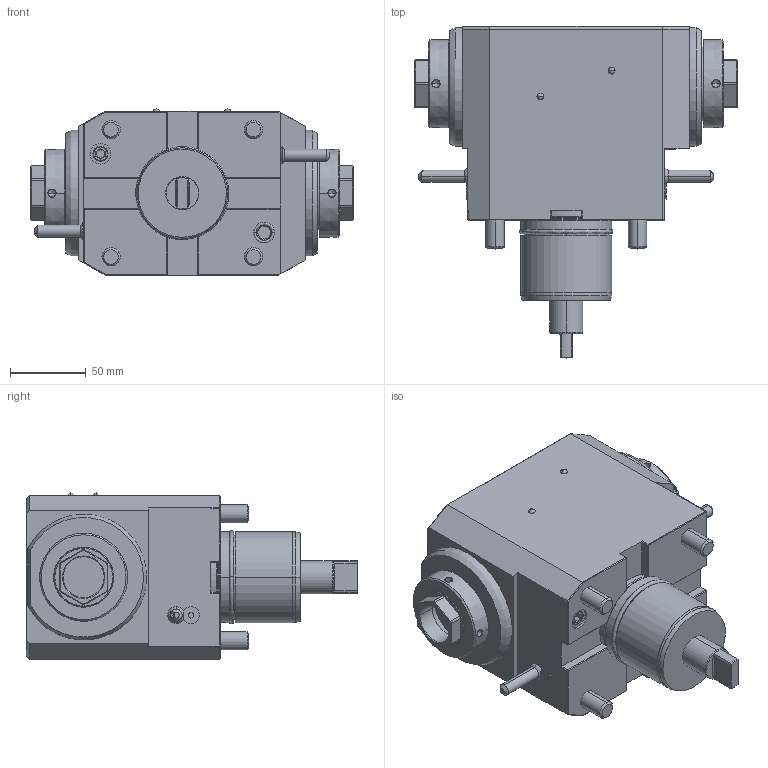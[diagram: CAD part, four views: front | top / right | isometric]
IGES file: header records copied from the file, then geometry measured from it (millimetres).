
Start section:  PTC IGES file: ngt2_60_201_32d_1_3_90_ms.igs
Global section: file name: ngt2_60_201_32d_1_3_90_ms.igs; native system: Pro/ENGINEER by Parametric Technology Corporation; preprocessor: 2010280; author: Vali; organization: Unknown; date: 20200402.091405; units: millimetre
Bounding box: 212.8 x 219 x 109.6 mm (x, y, z)
Volume: 2241751.2 mm3; surface area: 133221.3 mm2
Topology: 2 solids, 2 shells, 424 faces, 1008 edges, 596 vertices
Faces by surface type: revolution 244, bspline 180
